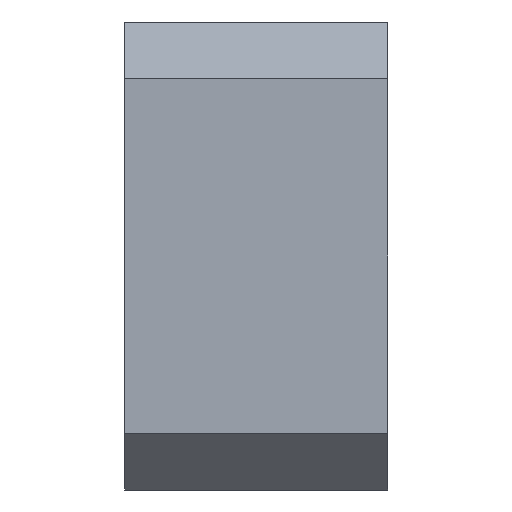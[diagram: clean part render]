
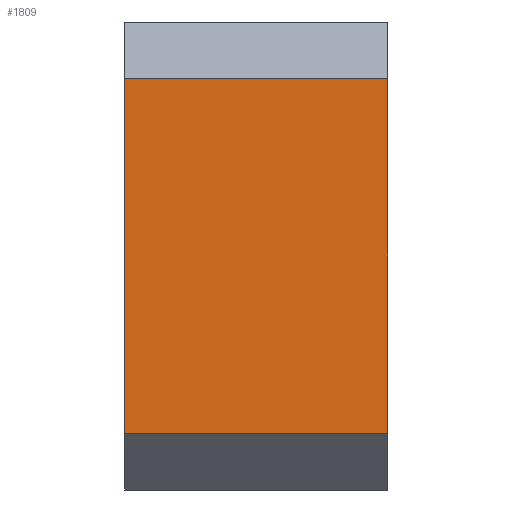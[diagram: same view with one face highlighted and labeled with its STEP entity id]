
A CAD part, left-side view. The second image highlights one B-rep face of the part: STEP entity #1809.
In plain terms, the highlighted planar face has unit normal (-1, 0, 0).
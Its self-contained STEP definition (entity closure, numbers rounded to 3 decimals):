
#126 = PLANE('',#127);
#127 = AXIS2_PLACEMENT_3D('',#128,#129,#130);
#128 = CARTESIAN_POINT('',(3.103,0.,3.103));
#129 = DIRECTION('',(0.,1.,0.));
#130 = DIRECTION('',(0.,0.,1.));
#1069 = VERTEX_POINT('',#1070);
#1070 = CARTESIAN_POINT('',(-3.103,0.,2.353));
#1084 = PLANE('',#1085);
#1085 = AXIS2_PLACEMENT_3D('',#1086,#1087,#1088);
#1086 = CARTESIAN_POINT('',(-2.353,3.5,3.103));
#1087 = DIRECTION('',(0.707,0.,-0.707));
#1088 = DIRECTION('',(-0.707,0.,-0.707));
#1096 = EDGE_CURVE('',#1069,#1097,#1099,.T.);
#1097 = VERTEX_POINT('',#1098);
#1098 = CARTESIAN_POINT('',(-3.103,0.,-2.353));
#1099 = SURFACE_CURVE('',#1100,(#1104,#1111),.PCURVE_S1.);
#1100 = LINE('',#1101,#1102);
#1101 = CARTESIAN_POINT('',(-3.103,0.,-3.103));
#1102 = VECTOR('',#1103,1.);
#1103 = DIRECTION('',(0.,0.,-1.));
#1104 = PCURVE('',#126,#1105);
#1105 = DEFINITIONAL_REPRESENTATION('',(#1106),#1110);
#1106 = LINE('',#1107,#1108);
#1107 = CARTESIAN_POINT('',(-6.206,-6.206));
#1108 = VECTOR('',#1109,1.);
#1109 = DIRECTION('',(-1.,0.));
#1110 = ( GEOMETRIC_REPRESENTATION_CONTEXT(2) 
PARAMETRIC_REPRESENTATION_CONTEXT() REPRESENTATION_CONTEXT('2D SPACE',''
  ) );
#1111 = PCURVE('',#1112,#1117);
#1112 = PLANE('',#1113);
#1113 = AXIS2_PLACEMENT_3D('',#1114,#1115,#1116);
#1114 = CARTESIAN_POINT('',(-3.103,3.5,-3.103));
#1115 = DIRECTION('',(1.,0.,0.));
#1116 = DIRECTION('',(0.,0.,-1.));
#1117 = DEFINITIONAL_REPRESENTATION('',(#1118),#1122);
#1118 = LINE('',#1119,#1120);
#1119 = CARTESIAN_POINT('',(0.,-3.5));
#1120 = VECTOR('',#1121,1.);
#1121 = DIRECTION('',(1.,0.));
#1122 = ( GEOMETRIC_REPRESENTATION_CONTEXT(2) 
PARAMETRIC_REPRESENTATION_CONTEXT() REPRESENTATION_CONTEXT('2D SPACE',''
  ) );
#1140 = PLANE('',#1141);
#1141 = AXIS2_PLACEMENT_3D('',#1142,#1143,#1144);
#1142 = CARTESIAN_POINT('',(-3.103,3.5,-2.353));
#1143 = DIRECTION('',(0.707,0.,0.707));
#1144 = DIRECTION('',(0.707,0.,-0.707));
#1179 = VERTEX_POINT('',#1180);
#1180 = CARTESIAN_POINT('',(-3.103,3.49,-2.353));
#1194 = PLANE('',#1195);
#1195 = AXIS2_PLACEMENT_3D('',#1196,#1197,#1198);
#1196 = CARTESIAN_POINT('',(0.,3.49,-5.456));
#1197 = DIRECTION('',(0.,1.,0.));
#1198 = DIRECTION('',(0.,0.,1.));
#1228 = EDGE_CURVE('',#1097,#1179,#1229,.T.);
#1229 = SURFACE_CURVE('',#1230,(#1234,#1241),.PCURVE_S1.);
#1230 = LINE('',#1231,#1232);
#1231 = CARTESIAN_POINT('',(-3.103,3.5,-2.353));
#1232 = VECTOR('',#1233,1.);
#1233 = DIRECTION('',(0.,1.,0.));
#1234 = PCURVE('',#1140,#1235);
#1235 = DEFINITIONAL_REPRESENTATION('',(#1236),#1240);
#1236 = LINE('',#1237,#1238);
#1237 = CARTESIAN_POINT('',(0.,0.));
#1238 = VECTOR('',#1239,1.);
#1239 = DIRECTION('',(0.,1.));
#1240 = ( GEOMETRIC_REPRESENTATION_CONTEXT(2) 
PARAMETRIC_REPRESENTATION_CONTEXT() REPRESENTATION_CONTEXT('2D SPACE',''
  ) );
#1241 = PCURVE('',#1112,#1242);
#1242 = DEFINITIONAL_REPRESENTATION('',(#1243),#1247);
#1243 = LINE('',#1244,#1245);
#1244 = CARTESIAN_POINT('',(-0.75,0.));
#1245 = VECTOR('',#1246,1.);
#1246 = DIRECTION('',(0.,1.));
#1247 = ( GEOMETRIC_REPRESENTATION_CONTEXT(2) 
PARAMETRIC_REPRESENTATION_CONTEXT() REPRESENTATION_CONTEXT('2D SPACE',''
  ) );
#1432 = VERTEX_POINT('',#1433);
#1433 = CARTESIAN_POINT('',(-3.103,3.49,2.353));
#1456 = EDGE_CURVE('',#1432,#1069,#1457,.T.);
#1457 = SURFACE_CURVE('',#1458,(#1462,#1469),.PCURVE_S1.);
#1458 = LINE('',#1459,#1460);
#1459 = CARTESIAN_POINT('',(-3.103,3.5,2.353));
#1460 = VECTOR('',#1461,1.);
#1461 = DIRECTION('',(0.,-1.,0.));
#1462 = PCURVE('',#1084,#1463);
#1463 = DEFINITIONAL_REPRESENTATION('',(#1464),#1468);
#1464 = LINE('',#1465,#1466);
#1465 = CARTESIAN_POINT('',(1.061,0.));
#1466 = VECTOR('',#1467,1.);
#1467 = DIRECTION('',(0.,-1.));
#1468 = ( GEOMETRIC_REPRESENTATION_CONTEXT(2) 
PARAMETRIC_REPRESENTATION_CONTEXT() REPRESENTATION_CONTEXT('2D SPACE',''
  ) );
#1469 = PCURVE('',#1112,#1470);
#1470 = DEFINITIONAL_REPRESENTATION('',(#1471),#1475);
#1471 = LINE('',#1472,#1473);
#1472 = CARTESIAN_POINT('',(-5.456,0.));
#1473 = VECTOR('',#1474,1.);
#1474 = DIRECTION('',(0.,-1.));
#1475 = ( GEOMETRIC_REPRESENTATION_CONTEXT(2) 
PARAMETRIC_REPRESENTATION_CONTEXT() REPRESENTATION_CONTEXT('2D SPACE',''
  ) );
#1809 = ADVANCED_FACE('',(#1810),#1112,.F.);
#1810 = FACE_BOUND('',#1811,.T.);
#1811 = EDGE_LOOP('',(#1812,#1813,#1814,#1815));
#1812 = ORIENTED_EDGE('',*,*,#1228,.F.);
#1813 = ORIENTED_EDGE('',*,*,#1096,.F.);
#1814 = ORIENTED_EDGE('',*,*,#1456,.F.);
#1815 = ORIENTED_EDGE('',*,*,#1816,.F.);
#1816 = EDGE_CURVE('',#1179,#1432,#1817,.T.);
#1817 = SURFACE_CURVE('',#1818,(#1822,#1829),.PCURVE_S1.);
#1818 = LINE('',#1819,#1820);
#1819 = CARTESIAN_POINT('',(-3.103,3.49,-5.456));
#1820 = VECTOR('',#1821,1.);
#1821 = DIRECTION('',(0.,0.,1.));
#1822 = PCURVE('',#1112,#1823);
#1823 = DEFINITIONAL_REPRESENTATION('',(#1824),#1828);
#1824 = LINE('',#1825,#1826);
#1825 = CARTESIAN_POINT('',(2.353,-0.01));
#1826 = VECTOR('',#1827,1.);
#1827 = DIRECTION('',(-1.,0.));
#1828 = ( GEOMETRIC_REPRESENTATION_CONTEXT(2) 
PARAMETRIC_REPRESENTATION_CONTEXT() REPRESENTATION_CONTEXT('2D SPACE',''
  ) );
#1829 = PCURVE('',#1194,#1830);
#1830 = DEFINITIONAL_REPRESENTATION('',(#1831),#1835);
#1831 = LINE('',#1832,#1833);
#1832 = CARTESIAN_POINT('',(0.,-3.103));
#1833 = VECTOR('',#1834,1.);
#1834 = DIRECTION('',(1.,0.));
#1835 = ( GEOMETRIC_REPRESENTATION_CONTEXT(2) 
PARAMETRIC_REPRESENTATION_CONTEXT() REPRESENTATION_CONTEXT('2D SPACE',''
  ) );
